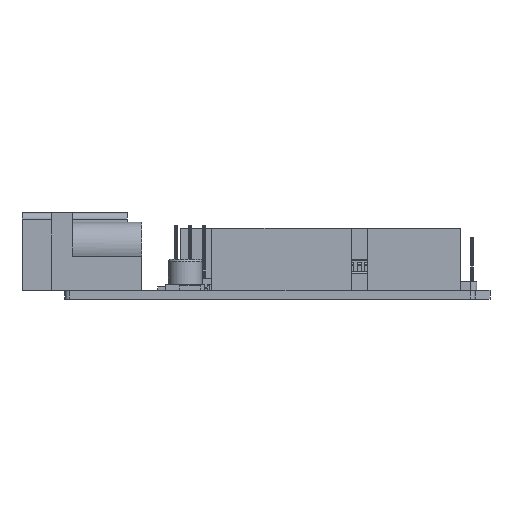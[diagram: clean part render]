
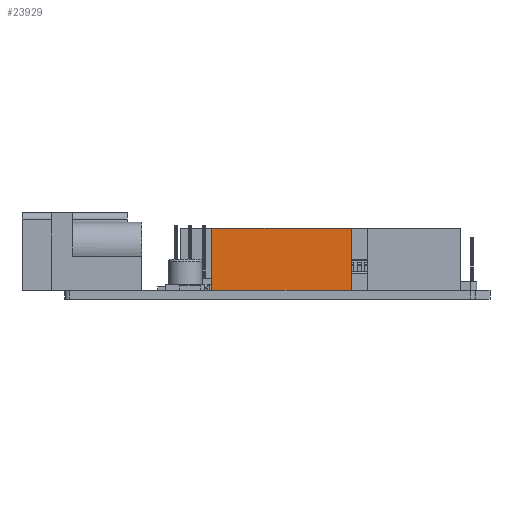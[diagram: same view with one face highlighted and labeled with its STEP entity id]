
A CAD part, front view. The second image highlights one B-rep face of the part: STEP entity #23929.
In plain terms, the highlighted planar face has unit normal (0, -1, 0).
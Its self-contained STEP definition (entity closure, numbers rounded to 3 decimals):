
#8 = CARTESIAN_POINT ( 'NONE',  ( 13.119, -25.29, 1.4 ) ) ;
#1380 = ORIENTED_EDGE ( 'NONE', *, *, #5471, .T. ) ;
#2057 = DIRECTION ( 'NONE',  ( 0., 0., -1. ) ) ;
#2624 = ORIENTED_EDGE ( 'NONE', *, *, #23492, .F. ) ;
#3838 = VECTOR ( 'NONE', #7425, 1000. ) ;
#5029 = CARTESIAN_POINT ( 'NONE',  ( 0., -25.29, 1.4 ) ) ;
#5471 = EDGE_CURVE ( 'NONE', #13355, #28734, #13678, .T. ) ;
#6408 = DIRECTION ( 'NONE',  ( 0., -1., 0. ) ) ;
#7425 = DIRECTION ( 'NONE',  ( -1., 0., 0. ) ) ;
#8996 = VECTOR ( 'NONE', #2057, 1000. ) ;
#9259 = CARTESIAN_POINT ( 'NONE',  ( 0., -25.29, 11.4 ) ) ;
#9311 = LINE ( 'NONE', #5029, #23746 ) ;
#9436 = VECTOR ( 'NONE', #19095, 1000. ) ;
#9841 = VERTEX_POINT ( 'NONE', #18003 ) ;
#10185 = CARTESIAN_POINT ( 'NONE',  ( 0., -25.29, 11.4 ) ) ;
#10240 = LINE ( 'NONE', #10185, #3838 ) ;
#11795 = PLANE ( 'NONE',  #16441 ) ;
#13355 = VERTEX_POINT ( 'NONE', #13595 ) ;
#13595 = CARTESIAN_POINT ( 'NONE',  ( -9.381, -25.29, 11.4 ) ) ;
#13678 = LINE ( 'NONE', #29048, #8996 ) ;
#15506 = CARTESIAN_POINT ( 'NONE',  ( -9.381, -25.29, 1.4 ) ) ;
#15707 = DIRECTION ( 'NONE',  ( -1., 0., 0. ) ) ;
#16441 = AXIS2_PLACEMENT_3D ( 'NONE', #9259, #6408, #25444 ) ;
#17813 = EDGE_CURVE ( 'NONE', #9841, #13355, #10240, .T. ) ;
#18003 = CARTESIAN_POINT ( 'NONE',  ( 13.119, -25.29, 11.4 ) ) ;
#19048 = EDGE_LOOP ( 'NONE', ( #2624, #29521, #25434, #1380 ) ) ;
#19095 = DIRECTION ( 'NONE',  ( 0., 0., -1. ) ) ;
#23492 = EDGE_CURVE ( 'NONE', #29694, #28734, #9311, .T. ) ;
#23746 = VECTOR ( 'NONE', #15707, 1000. ) ;
#23929 = ADVANCED_FACE ( 'NONE', ( #28474 ), #11795, .T. ) ;
#24126 = CARTESIAN_POINT ( 'NONE',  ( 13.119, -25.29, 11.4 ) ) ;
#25434 = ORIENTED_EDGE ( 'NONE', *, *, #17813, .T. ) ;
#25444 = DIRECTION ( 'NONE',  ( 1., 0., 0. ) ) ;
#28474 = FACE_OUTER_BOUND ( 'NONE', #19048, .T. ) ;
#28734 = VERTEX_POINT ( 'NONE', #15506 ) ;
#29048 = CARTESIAN_POINT ( 'NONE',  ( -9.381, -25.29, 11.4 ) ) ;
#29521 = ORIENTED_EDGE ( 'NONE', *, *, #34457, .F. ) ;
#29694 = VERTEX_POINT ( 'NONE', #8 ) ;
#29820 = LINE ( 'NONE', #24126, #9436 ) ;
#34457 = EDGE_CURVE ( 'NONE', #9841, #29694, #29820, .T. ) ;
